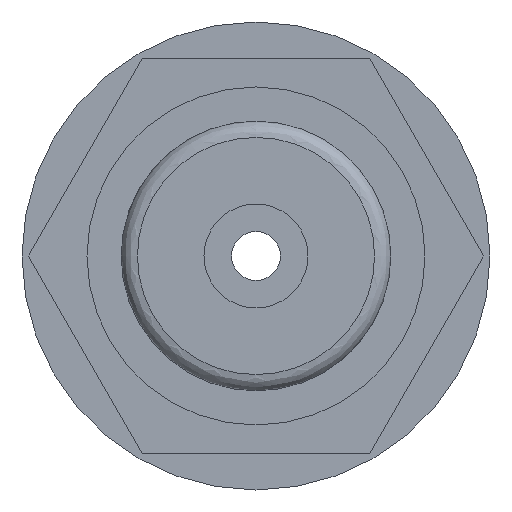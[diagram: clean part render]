
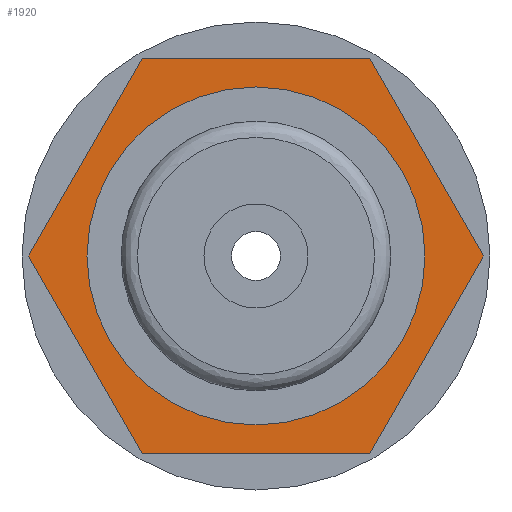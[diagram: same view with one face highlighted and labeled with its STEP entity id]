
A CAD part, front view. The second image highlights one B-rep face of the part: STEP entity #1920.
In plain terms, the highlighted planar face has unit normal (0, -1, 0).
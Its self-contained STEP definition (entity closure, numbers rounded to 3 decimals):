
#1375 = VERTEX_POINT('',#1376);
#1376 = CARTESIAN_POINT('',(7.,-3.3,0.));
#1383 = PLANE('',#1384);
#1384 = AXIS2_PLACEMENT_3D('',#1385,#1386,#1387);
#1385 = CARTESIAN_POINT('',(7.,-1.5,0.));
#1386 = DIRECTION('',(-0.866,0.,-0.5));
#1387 = DIRECTION('',(-0.5,0.,0.866));
#1395 = PLANE('',#1396);
#1396 = AXIS2_PLACEMENT_3D('',#1397,#1398,#1399);
#1397 = CARTESIAN_POINT('',(3.5,-1.5,-6.062));
#1398 = DIRECTION('',(-0.866,0.,0.5));
#1399 = DIRECTION('',(0.5,0.,0.866));
#1407 = EDGE_CURVE('',#1375,#1408,#1410,.T.);
#1408 = VERTEX_POINT('',#1409);
#1409 = CARTESIAN_POINT('',(3.5,-3.3,6.062));
#1410 = SURFACE_CURVE('',#1411,(#1415,#1422),.PCURVE_S1.);
#1411 = LINE('',#1412,#1413);
#1412 = CARTESIAN_POINT('',(7.,-3.3,0.));
#1413 = VECTOR('',#1414,1.);
#1414 = DIRECTION('',(-0.5,0.,0.866));
#1415 = PCURVE('',#1383,#1416);
#1416 = DEFINITIONAL_REPRESENTATION('',(#1417),#1421);
#1417 = LINE('',#1418,#1419);
#1418 = CARTESIAN_POINT('',(0.,-1.8));
#1419 = VECTOR('',#1420,1.);
#1420 = DIRECTION('',(1.,0.));
#1421 = ( GEOMETRIC_REPRESENTATION_CONTEXT(2) 
PARAMETRIC_REPRESENTATION_CONTEXT() REPRESENTATION_CONTEXT('2D SPACE',''
  ) );
#1422 = PCURVE('',#1423,#1428);
#1423 = PLANE('',#1424);
#1424 = AXIS2_PLACEMENT_3D('',#1425,#1426,#1427);
#1425 = CARTESIAN_POINT('',(0.,-3.3,0.));
#1426 = DIRECTION('',(-0.,-1.,0.));
#1427 = DIRECTION('',(0.,0.,-1.));
#1428 = DEFINITIONAL_REPRESENTATION('',(#1429),#1433);
#1429 = LINE('',#1430,#1431);
#1430 = CARTESIAN_POINT('',(0.,7.));
#1431 = VECTOR('',#1432,1.);
#1432 = DIRECTION('',(-0.866,-0.5));
#1433 = ( GEOMETRIC_REPRESENTATION_CONTEXT(2) 
PARAMETRIC_REPRESENTATION_CONTEXT() REPRESENTATION_CONTEXT('2D SPACE',''
  ) );
#1451 = PLANE('',#1452);
#1452 = AXIS2_PLACEMENT_3D('',#1453,#1454,#1455);
#1453 = CARTESIAN_POINT('',(3.5,-1.5,6.062));
#1454 = DIRECTION('',(0.,0.,-1.));
#1455 = DIRECTION('',(-1.,0.,0.));
#1493 = EDGE_CURVE('',#1408,#1494,#1496,.T.);
#1494 = VERTEX_POINT('',#1495);
#1495 = CARTESIAN_POINT('',(-3.5,-3.3,6.062));
#1496 = SURFACE_CURVE('',#1497,(#1501,#1508),.PCURVE_S1.);
#1497 = LINE('',#1498,#1499);
#1498 = CARTESIAN_POINT('',(3.5,-3.3,6.062));
#1499 = VECTOR('',#1500,1.);
#1500 = DIRECTION('',(-1.,-0.,0.));
#1501 = PCURVE('',#1451,#1502);
#1502 = DEFINITIONAL_REPRESENTATION('',(#1503),#1507);
#1503 = LINE('',#1504,#1505);
#1504 = CARTESIAN_POINT('',(0.,-1.8));
#1505 = VECTOR('',#1506,1.);
#1506 = DIRECTION('',(1.,-0.));
#1507 = ( GEOMETRIC_REPRESENTATION_CONTEXT(2) 
PARAMETRIC_REPRESENTATION_CONTEXT() REPRESENTATION_CONTEXT('2D SPACE',''
  ) );
#1508 = PCURVE('',#1423,#1509);
#1509 = DEFINITIONAL_REPRESENTATION('',(#1510),#1514);
#1510 = LINE('',#1511,#1512);
#1511 = CARTESIAN_POINT('',(-6.062,3.5));
#1512 = VECTOR('',#1513,1.);
#1513 = DIRECTION('',(0.,-1.));
#1514 = ( GEOMETRIC_REPRESENTATION_CONTEXT(2) 
PARAMETRIC_REPRESENTATION_CONTEXT() REPRESENTATION_CONTEXT('2D SPACE',''
  ) );
#1532 = PLANE('',#1533);
#1533 = AXIS2_PLACEMENT_3D('',#1534,#1535,#1536);
#1534 = CARTESIAN_POINT('',(-3.5,-1.5,6.062));
#1535 = DIRECTION('',(0.866,0.,-0.5));
#1536 = DIRECTION('',(-0.5,0.,-0.866));
#1569 = EDGE_CURVE('',#1494,#1570,#1572,.T.);
#1570 = VERTEX_POINT('',#1571);
#1571 = CARTESIAN_POINT('',(-7.,-3.3,0.));
#1572 = SURFACE_CURVE('',#1573,(#1577,#1584),.PCURVE_S1.);
#1573 = LINE('',#1574,#1575);
#1574 = CARTESIAN_POINT('',(-3.5,-3.3,6.062));
#1575 = VECTOR('',#1576,1.);
#1576 = DIRECTION('',(-0.5,0.,-0.866));
#1577 = PCURVE('',#1532,#1578);
#1578 = DEFINITIONAL_REPRESENTATION('',(#1579),#1583);
#1579 = LINE('',#1580,#1581);
#1580 = CARTESIAN_POINT('',(0.,-1.8));
#1581 = VECTOR('',#1582,1.);
#1582 = DIRECTION('',(1.,0.));
#1583 = ( GEOMETRIC_REPRESENTATION_CONTEXT(2) 
PARAMETRIC_REPRESENTATION_CONTEXT() REPRESENTATION_CONTEXT('2D SPACE',''
  ) );
#1584 = PCURVE('',#1423,#1585);
#1585 = DEFINITIONAL_REPRESENTATION('',(#1586),#1590);
#1586 = LINE('',#1587,#1588);
#1587 = CARTESIAN_POINT('',(-6.062,-3.5));
#1588 = VECTOR('',#1589,1.);
#1589 = DIRECTION('',(0.866,-0.5));
#1590 = ( GEOMETRIC_REPRESENTATION_CONTEXT(2) 
PARAMETRIC_REPRESENTATION_CONTEXT() REPRESENTATION_CONTEXT('2D SPACE',''
  ) );
#1608 = PLANE('',#1609);
#1609 = AXIS2_PLACEMENT_3D('',#1610,#1611,#1612);
#1610 = CARTESIAN_POINT('',(-7.,-1.5,0.));
#1611 = DIRECTION('',(0.866,0.,0.5));
#1612 = DIRECTION('',(0.5,0.,-0.866));
#1645 = EDGE_CURVE('',#1570,#1646,#1648,.T.);
#1646 = VERTEX_POINT('',#1647);
#1647 = CARTESIAN_POINT('',(-3.5,-3.3,-6.062));
#1648 = SURFACE_CURVE('',#1649,(#1653,#1660),.PCURVE_S1.);
#1649 = LINE('',#1650,#1651);
#1650 = CARTESIAN_POINT('',(-7.,-3.3,0.));
#1651 = VECTOR('',#1652,1.);
#1652 = DIRECTION('',(0.5,0.,-0.866));
#1653 = PCURVE('',#1608,#1654);
#1654 = DEFINITIONAL_REPRESENTATION('',(#1655),#1659);
#1655 = LINE('',#1656,#1657);
#1656 = CARTESIAN_POINT('',(0.,-1.8));
#1657 = VECTOR('',#1658,1.);
#1658 = DIRECTION('',(1.,0.));
#1659 = ( GEOMETRIC_REPRESENTATION_CONTEXT(2) 
PARAMETRIC_REPRESENTATION_CONTEXT() REPRESENTATION_CONTEXT('2D SPACE',''
  ) );
#1660 = PCURVE('',#1423,#1661);
#1661 = DEFINITIONAL_REPRESENTATION('',(#1662),#1666);
#1662 = LINE('',#1663,#1664);
#1663 = CARTESIAN_POINT('',(0.,-7.));
#1664 = VECTOR('',#1665,1.);
#1665 = DIRECTION('',(0.866,0.5));
#1666 = ( GEOMETRIC_REPRESENTATION_CONTEXT(2) 
PARAMETRIC_REPRESENTATION_CONTEXT() REPRESENTATION_CONTEXT('2D SPACE',''
  ) );
#1684 = PLANE('',#1685);
#1685 = AXIS2_PLACEMENT_3D('',#1686,#1687,#1688);
#1686 = CARTESIAN_POINT('',(-3.5,-1.5,-6.062));
#1687 = DIRECTION('',(0.,0.,1.));
#1688 = DIRECTION('',(1.,0.,0.));
#1721 = EDGE_CURVE('',#1646,#1722,#1724,.T.);
#1722 = VERTEX_POINT('',#1723);
#1723 = CARTESIAN_POINT('',(3.5,-3.3,-6.062));
#1724 = SURFACE_CURVE('',#1725,(#1729,#1736),.PCURVE_S1.);
#1725 = LINE('',#1726,#1727);
#1726 = CARTESIAN_POINT('',(-3.5,-3.3,-6.062));
#1727 = VECTOR('',#1728,1.);
#1728 = DIRECTION('',(1.,0.,0.));
#1729 = PCURVE('',#1684,#1730);
#1730 = DEFINITIONAL_REPRESENTATION('',(#1731),#1735);
#1731 = LINE('',#1732,#1733);
#1732 = CARTESIAN_POINT('',(0.,-1.8));
#1733 = VECTOR('',#1734,1.);
#1734 = DIRECTION('',(1.,-0.));
#1735 = ( GEOMETRIC_REPRESENTATION_CONTEXT(2) 
PARAMETRIC_REPRESENTATION_CONTEXT() REPRESENTATION_CONTEXT('2D SPACE',''
  ) );
#1736 = PCURVE('',#1423,#1737);
#1737 = DEFINITIONAL_REPRESENTATION('',(#1738),#1742);
#1738 = LINE('',#1739,#1740);
#1739 = CARTESIAN_POINT('',(6.062,-3.5));
#1740 = VECTOR('',#1741,1.);
#1741 = DIRECTION('',(0.,1.));
#1742 = ( GEOMETRIC_REPRESENTATION_CONTEXT(2) 
PARAMETRIC_REPRESENTATION_CONTEXT() REPRESENTATION_CONTEXT('2D SPACE',''
  ) );
#1792 = EDGE_CURVE('',#1722,#1375,#1793,.T.);
#1793 = SURFACE_CURVE('',#1794,(#1798,#1805),.PCURVE_S1.);
#1794 = LINE('',#1795,#1796);
#1795 = CARTESIAN_POINT('',(3.5,-3.3,-6.062));
#1796 = VECTOR('',#1797,1.);
#1797 = DIRECTION('',(0.5,0.,0.866));
#1798 = PCURVE('',#1395,#1799);
#1799 = DEFINITIONAL_REPRESENTATION('',(#1800),#1804);
#1800 = LINE('',#1801,#1802);
#1801 = CARTESIAN_POINT('',(0.,-1.8));
#1802 = VECTOR('',#1803,1.);
#1803 = DIRECTION('',(1.,0.));
#1804 = ( GEOMETRIC_REPRESENTATION_CONTEXT(2) 
PARAMETRIC_REPRESENTATION_CONTEXT() REPRESENTATION_CONTEXT('2D SPACE',''
  ) );
#1805 = PCURVE('',#1423,#1806);
#1806 = DEFINITIONAL_REPRESENTATION('',(#1807),#1811);
#1807 = LINE('',#1808,#1809);
#1808 = CARTESIAN_POINT('',(6.062,3.5));
#1809 = VECTOR('',#1810,1.);
#1810 = DIRECTION('',(-0.866,0.5));
#1811 = ( GEOMETRIC_REPRESENTATION_CONTEXT(2) 
PARAMETRIC_REPRESENTATION_CONTEXT() REPRESENTATION_CONTEXT('2D SPACE',''
  ) );
#1841 = VERTEX_POINT('',#1842);
#1842 = CARTESIAN_POINT('',(5.2,-3.3,0.));
#1849 = CYLINDRICAL_SURFACE('',#1850,5.2);
#1850 = AXIS2_PLACEMENT_3D('',#1851,#1852,#1853);
#1851 = CARTESIAN_POINT('',(0.,-1.5,0.));
#1852 = DIRECTION('',(0.,1.,0.));
#1853 = DIRECTION('',(1.,0.,0.));
#1866 = EDGE_CURVE('',#1841,#1841,#1867,.T.);
#1867 = SURFACE_CURVE('',#1868,(#1873,#1879),.PCURVE_S1.);
#1868 = CIRCLE('',#1869,5.2);
#1869 = AXIS2_PLACEMENT_3D('',#1870,#1871,#1872);
#1870 = CARTESIAN_POINT('',(0.,-3.3,0.));
#1871 = DIRECTION('',(0.,-1.,0.));
#1872 = DIRECTION('',(1.,0.,0.));
#1873 = PCURVE('',#1849,#1874);
#1874 = DEFINITIONAL_REPRESENTATION('',(#1875),#1878);
#1875 = B_SPLINE_CURVE_WITH_KNOTS('',1,(#1876,#1877),.UNSPECIFIED.,.F.,
  .F.,(2,2),(0.,6.283),.PIECEWISE_BEZIER_KNOTS.);
#1876 = CARTESIAN_POINT('',(0.,-1.8));
#1877 = CARTESIAN_POINT('',(-6.283,-1.8));
#1878 = ( GEOMETRIC_REPRESENTATION_CONTEXT(2) 
PARAMETRIC_REPRESENTATION_CONTEXT() REPRESENTATION_CONTEXT('2D SPACE',''
  ) );
#1879 = PCURVE('',#1423,#1880);
#1880 = DEFINITIONAL_REPRESENTATION('',(#1881),#1885);
#1881 = CIRCLE('',#1882,5.2);
#1882 = AXIS2_PLACEMENT_2D('',#1883,#1884);
#1883 = CARTESIAN_POINT('',(0.,0.));
#1884 = DIRECTION('',(0.,1.));
#1885 = ( GEOMETRIC_REPRESENTATION_CONTEXT(2) 
PARAMETRIC_REPRESENTATION_CONTEXT() REPRESENTATION_CONTEXT('2D SPACE',''
  ) );
#1920 = ADVANCED_FACE('',(#1921,#1929),#1423,.T.);
#1921 = FACE_BOUND('',#1922,.T.);
#1922 = EDGE_LOOP('',(#1923,#1924,#1925,#1926,#1927,#1928));
#1923 = ORIENTED_EDGE('',*,*,#1407,.T.);
#1924 = ORIENTED_EDGE('',*,*,#1493,.T.);
#1925 = ORIENTED_EDGE('',*,*,#1569,.T.);
#1926 = ORIENTED_EDGE('',*,*,#1645,.T.);
#1927 = ORIENTED_EDGE('',*,*,#1721,.T.);
#1928 = ORIENTED_EDGE('',*,*,#1792,.T.);
#1929 = FACE_BOUND('',#1930,.T.);
#1930 = EDGE_LOOP('',(#1931));
#1931 = ORIENTED_EDGE('',*,*,#1866,.F.);
